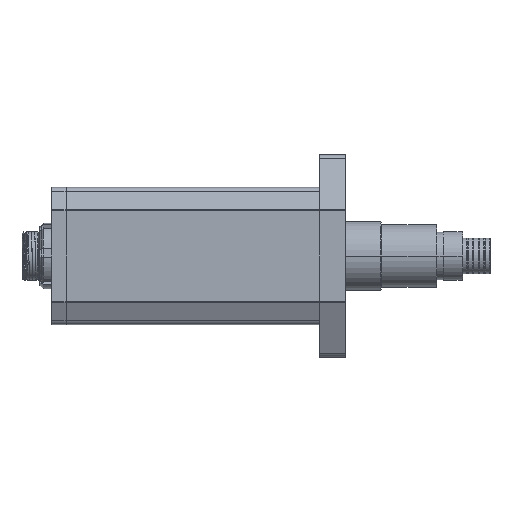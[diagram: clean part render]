
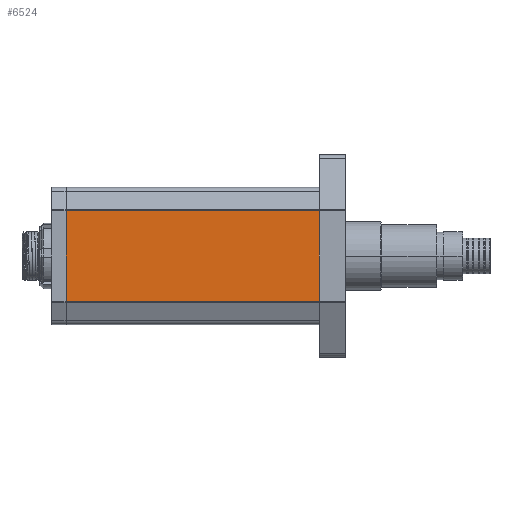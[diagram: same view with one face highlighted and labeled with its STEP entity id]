
A CAD part, front view. The second image highlights one B-rep face of the part: STEP entity #6524.
In plain terms, the highlighted planar face has unit normal (0, -1, 0).
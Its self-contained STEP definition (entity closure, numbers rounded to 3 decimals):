
#373 = EDGE_CURVE ( 'NONE', #10702, #10333, #20254, .T. ) ;
#901 = CARTESIAN_POINT ( 'NONE',  ( -0.107, -14.676, -17.668 ) ) ;
#1127 = FACE_OUTER_BOUND ( 'NONE', #13056, .T. ) ;
#1262 = VERTEX_POINT ( 'NONE', #9748 ) ;
#3901 = LINE ( 'NONE', #19709, #10202 ) ;
#3950 = EDGE_CURVE ( 'NONE', #10702, #1262, #17924, .T. ) ;
#5943 = CARTESIAN_POINT ( 'NONE',  ( -0.107, -14.676, 10.11 ) ) ;
#6241 = ORIENTED_EDGE ( 'NONE', *, *, #11309, .F. ) ;
#6524 = ADVANCED_FACE ( 'NONE', ( #1127 ), #18749, .F. ) ;
#7248 = CARTESIAN_POINT ( 'NONE',  ( -0.107, -14.676, 10.11 ) ) ;
#7485 = LINE ( 'NONE', #9350, #21770 ) ;
#7889 = AXIS2_PLACEMENT_3D ( 'NONE', #13865, #13519, #15614 ) ;
#9350 = CARTESIAN_POINT ( 'NONE',  ( -0.107, -14.676, -17.668 ) ) ;
#9733 = ORIENTED_EDGE ( 'NONE', *, *, #373, .F. ) ;
#9748 = CARTESIAN_POINT ( 'NONE',  ( -77.607, -14.676, 10.11 ) ) ;
#10202 = VECTOR ( 'NONE', #11118, 1000. ) ;
#10333 = VERTEX_POINT ( 'NONE', #901 ) ;
#10533 = VECTOR ( 'NONE', #11441, 1000. ) ;
#10702 = VERTEX_POINT ( 'NONE', #5943 ) ;
#10974 = DIRECTION ( 'NONE',  ( -1., 0., 0. ) ) ;
#11118 = DIRECTION ( 'NONE',  ( 0., 0., -1. ) ) ;
#11309 = EDGE_CURVE ( 'NONE', #10333, #13538, #7485, .T. ) ;
#11441 = DIRECTION ( 'NONE',  ( 0., 0., -1. ) ) ;
#13056 = EDGE_LOOP ( 'NONE', ( #16337, #6241, #9733, #17568 ) ) ;
#13519 = DIRECTION ( 'NONE',  ( 0., 1., 0. ) ) ;
#13538 = VERTEX_POINT ( 'NONE', #19902 ) ;
#13865 = CARTESIAN_POINT ( 'NONE',  ( -0.107, -14.676, 10.11 ) ) ;
#14571 = DIRECTION ( 'NONE',  ( -1., 0., 0. ) ) ;
#15614 = DIRECTION ( 'NONE',  ( 0., 0., 1. ) ) ;
#16337 = ORIENTED_EDGE ( 'NONE', *, *, #20505, .T. ) ;
#16823 = VECTOR ( 'NONE', #10974, 1000. ) ;
#17568 = ORIENTED_EDGE ( 'NONE', *, *, #3950, .T. ) ;
#17924 = LINE ( 'NONE', #7248, #16823 ) ;
#18749 = PLANE ( 'NONE',  #7889 ) ;
#19709 = CARTESIAN_POINT ( 'NONE',  ( -77.607, -14.676, 10.11 ) ) ;
#19902 = CARTESIAN_POINT ( 'NONE',  ( -77.607, -14.676, -17.668 ) ) ;
#20254 = LINE ( 'NONE', #21782, #10533 ) ;
#20505 = EDGE_CURVE ( 'NONE', #1262, #13538, #3901, .T. ) ;
#21770 = VECTOR ( 'NONE', #14571, 1000. ) ;
#21782 = CARTESIAN_POINT ( 'NONE',  ( -0.107, -14.676, 10.11 ) ) ;
